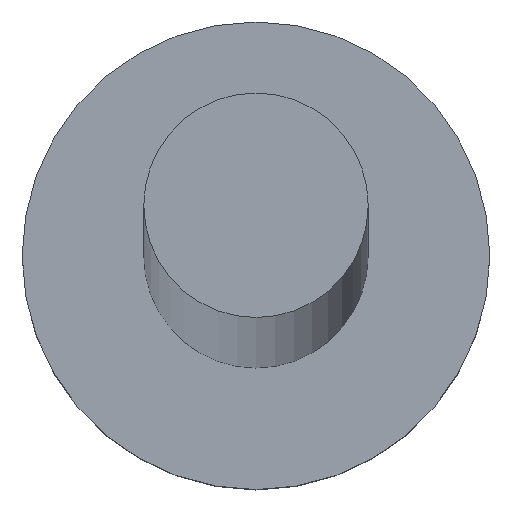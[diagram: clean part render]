
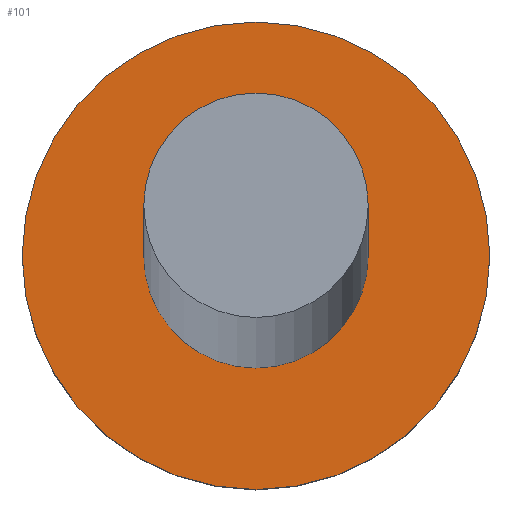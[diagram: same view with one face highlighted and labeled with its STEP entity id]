
A CAD part, top view. The second image highlights one B-rep face of the part: STEP entity #101.
In plain terms, the highlighted planar face has unit normal (0, 0, 1).
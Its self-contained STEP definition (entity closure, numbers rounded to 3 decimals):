
#1 = CARTESIAN_POINT ( 'NONE',  ( 0., 0., 1.2 ) ) ;
#6 = PLANE ( 'NONE',  #84 ) ;
#18 = EDGE_CURVE ( 'NONE', #26, #127, #145, .T. ) ;
#26 = VERTEX_POINT ( 'NONE', #133 ) ;
#35 = VERTEX_POINT ( 'NONE', #184 ) ;
#42 = DIRECTION ( 'NONE',  ( 1., 0., 0. ) ) ;
#46 = ORIENTED_EDGE ( 'NONE', *, *, #154, .T. ) ;
#50 = EDGE_LOOP ( 'NONE', ( #168, #207 ) ) ;
#53 = DIRECTION ( 'NONE',  ( 1., 0., 0. ) ) ;
#54 = ORIENTED_EDGE ( 'NONE', *, *, #120, .T. ) ;
#61 = CARTESIAN_POINT ( 'NONE',  ( -1.25, 0., 1.2 ) ) ;
#72 = CIRCLE ( 'NONE', #181, 1.25 ) ;
#84 = AXIS2_PLACEMENT_3D ( 'NONE', #99, #155, #121 ) ;
#89 = CIRCLE ( 'NONE', #204, 1.25 ) ;
#97 = FACE_OUTER_BOUND ( 'NONE', #109, .T. ) ;
#99 = CARTESIAN_POINT ( 'NONE',  ( 0., 0., 1.2 ) ) ;
#101 = ADVANCED_FACE ( 'NONE', ( #171, #97 ), #6, .T. ) ;
#109 = EDGE_LOOP ( 'NONE', ( #54, #46 ) ) ;
#120 = EDGE_CURVE ( 'NONE', #202, #35, #72, .T. ) ;
#121 = DIRECTION ( 'NONE',  ( 1., 0., 0. ) ) ;
#127 = VERTEX_POINT ( 'NONE', #214 ) ;
#133 = CARTESIAN_POINT ( 'NONE',  ( 0.6, 0., 1.2 ) ) ;
#136 = DIRECTION ( 'NONE',  ( 0., 0., 1. ) ) ;
#137 = DIRECTION ( 'NONE',  ( 1., 0., 0. ) ) ;
#139 = CIRCLE ( 'NONE', #174, 0.6 ) ;
#145 = CIRCLE ( 'NONE', #169, 0.6 ) ;
#154 = EDGE_CURVE ( 'NONE', #35, #202, #89, .T. ) ;
#155 = DIRECTION ( 'NONE',  ( 0., 0., 1. ) ) ;
#163 = EDGE_CURVE ( 'NONE', #127, #26, #139, .T. ) ;
#168 = ORIENTED_EDGE ( 'NONE', *, *, #163, .F. ) ;
#169 = AXIS2_PLACEMENT_3D ( 'NONE', #249, #233, #53 ) ;
#170 = CARTESIAN_POINT ( 'NONE',  ( 0., 0., 1.2 ) ) ;
#171 = FACE_BOUND ( 'NONE', #50, .T. ) ;
#174 = AXIS2_PLACEMENT_3D ( 'NONE', #170, #210, #42 ) ;
#181 = AXIS2_PLACEMENT_3D ( 'NONE', #1, #212, #137 ) ;
#184 = CARTESIAN_POINT ( 'NONE',  ( 1.25, 0., 1.2 ) ) ;
#189 = DIRECTION ( 'NONE',  ( 1., 0., 0. ) ) ;
#202 = VERTEX_POINT ( 'NONE', #61 ) ;
#204 = AXIS2_PLACEMENT_3D ( 'NONE', #213, #136, #189 ) ;
#207 = ORIENTED_EDGE ( 'NONE', *, *, #18, .F. ) ;
#210 = DIRECTION ( 'NONE',  ( 0., 0., 1. ) ) ;
#212 = DIRECTION ( 'NONE',  ( 0., 0., 1. ) ) ;
#213 = CARTESIAN_POINT ( 'NONE',  ( 0., 0., 1.2 ) ) ;
#214 = CARTESIAN_POINT ( 'NONE',  ( -0.6, 0., 1.2 ) ) ;
#233 = DIRECTION ( 'NONE',  ( 0., 0., 1. ) ) ;
#249 = CARTESIAN_POINT ( 'NONE',  ( 0., 0., 1.2 ) ) ;
